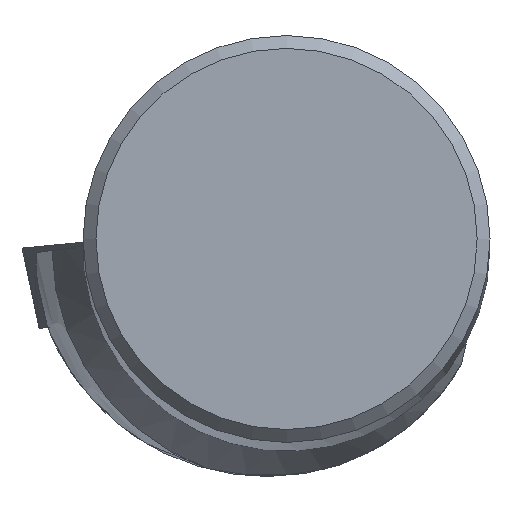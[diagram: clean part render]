
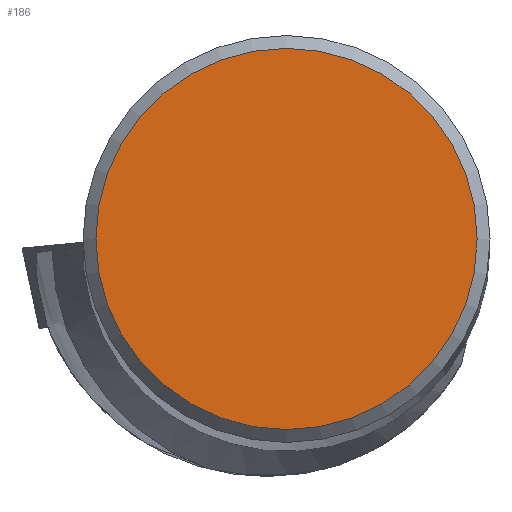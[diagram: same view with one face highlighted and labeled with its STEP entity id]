
A CAD part, top view. The second image highlights one B-rep face of the part: STEP entity #186.
In plain terms, the highlighted planar face has unit normal (0, 0, 1).
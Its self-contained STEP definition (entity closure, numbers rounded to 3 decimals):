
#154=FACE_OUTER_BOUND('',#341,.T.);
#186=ADVANCED_FACE('',(#154),#210,.T.);
#210=PLANE('',#808);
#341=EDGE_LOOP('',(#465));
#465=ORIENTED_EDGE('',*,*,#648,.T.);
#575=VERTEX_POINT('',#1290);
#648=EDGE_CURVE('',#575,#575,#688,.T.);
#688=CIRCLE('',#807,7.43);
#807=AXIS2_PLACEMENT_3D('',#1289,#957,#958);
#808=AXIS2_PLACEMENT_3D('',#1291,#959,#960);
#957=DIRECTION('',(0.,0.,1.));
#958=DIRECTION('',(1.,0.,0.));
#959=DIRECTION('',(0.,0.,1.));
#960=DIRECTION('',(1.,0.,0.));
#1289=CARTESIAN_POINT('',(0.,0.,0.));
#1290=CARTESIAN_POINT('',(7.43,0.,0.));
#1291=CARTESIAN_POINT('',(0.,0.,
0.));
